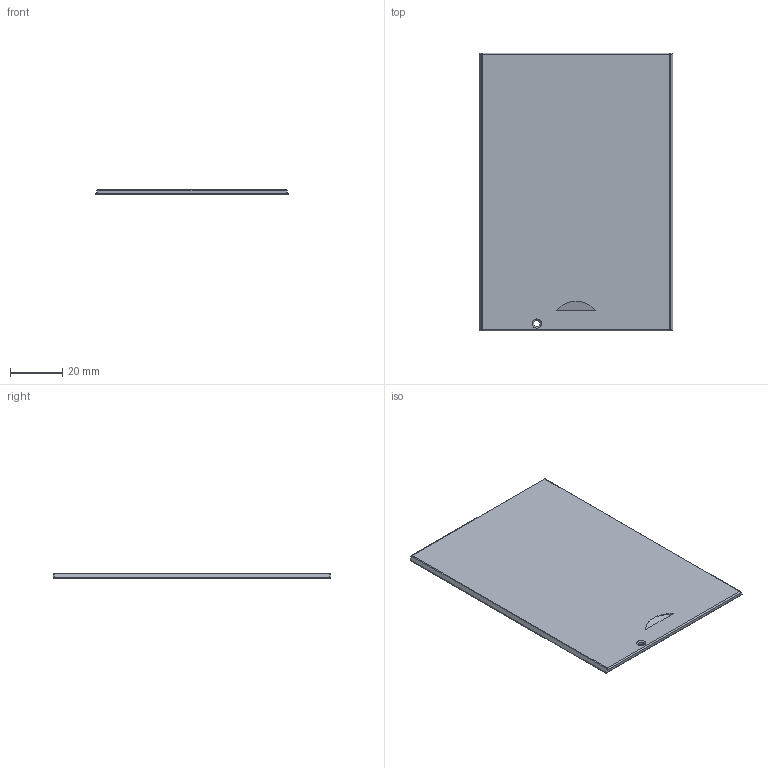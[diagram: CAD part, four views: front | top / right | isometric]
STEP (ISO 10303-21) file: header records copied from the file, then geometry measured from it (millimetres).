
FILE_DESCRIPTION(/* description */ ('STEP AP214'),/* implementation_level */ '2;1');
FILE_NAME(/* name */ '612d6a2c98c9ce51ad691ef0',/* time_stamp */ '2021-08-30T23:30:53+00:00',/* author */ (''),/* organization */ (''),/* preprocessor_version */ 'ST-DEVELOPER v18.1',/* originating_system */ ' ',/* authorisation */ ' ');
FILE_SCHEMA (('AUTOMOTIVE_DESIGN {1 0 10303 214 3 1 1}'));
Length unit declared in the file: metre
Products named in the file (1): Cap
Bounding box: 74.06 x 106.5 x 2 mm (x, y, z)
Volume: 15562.6 mm3; surface area: 16271.2 mm2
Topology: 1 solids, 1 shells, 33 faces, 71 edges, 33 vertices
Faces by surface type: cylinder 15, plane 8, bspline 8, torus 2
Full cylindrical faces by diameter (mm): 2.5 x1
Entity records: 936 total; most frequent: CARTESIAN_POINT 263, DIRECTION 144, ORIENTED_EDGE 120, EDGE_CURVE 60, AXIS2_PLACEMENT_3D 58, EDGE_LOOP 39, FACE_BOUND 39, VERTEX_POINT 33
